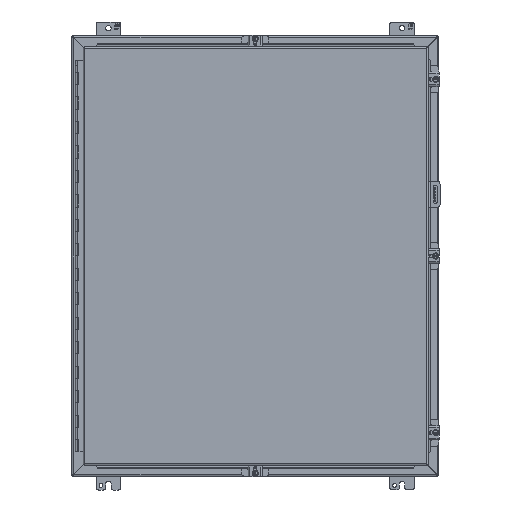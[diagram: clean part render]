
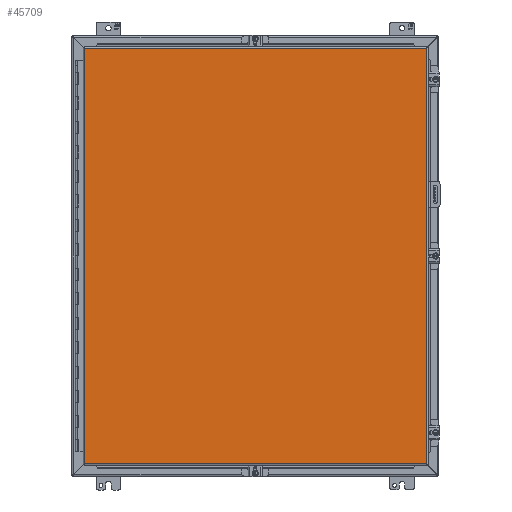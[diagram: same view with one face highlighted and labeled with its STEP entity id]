
A CAD part, front view. The second image highlights one B-rep face of the part: STEP entity #45709.
In plain terms, the highlighted planar face has unit normal (0, -1, 0).
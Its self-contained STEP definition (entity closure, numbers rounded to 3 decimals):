
#1571 = VERTEX_POINT ( 'NONE', #34889 ) ;
#3568 = CARTESIAN_POINT ( 'NONE',  ( -13.954, -9.174, 34.994 ) ) ;
#5954 = LINE ( 'NONE', #16100, #54460 ) ;
#6352 = ORIENTED_EDGE ( 'NONE', *, *, #6481, .F. ) ;
#6481 = EDGE_CURVE ( 'NONE', #30687, #16101, #30381, .T. ) ;
#7314 = EDGE_CURVE ( 'NONE', #19124, #30687, #50464, .T. ) ;
#8263 = ORIENTED_EDGE ( 'NONE', *, *, #35129, .F. ) ;
#9734 = CARTESIAN_POINT ( 'NONE',  ( -13.954, -9.174, 1.006 ) ) ;
#11502 = DIRECTION ( 'NONE',  ( 0., 0., 1. ) ) ;
#16100 = CARTESIAN_POINT ( 'NONE',  ( 14.018, -9.174, 34.994 ) ) ;
#16101 = VERTEX_POINT ( 'NONE', #44493 ) ;
#19124 = VERTEX_POINT ( 'NONE', #25354 ) ;
#22934 = ORIENTED_EDGE ( 'NONE', *, *, #7314, .F. ) ;
#24635 = CARTESIAN_POINT ( 'NONE',  ( -13.954, -9.174, 34.995 ) ) ;
#24677 = VECTOR ( 'NONE', #11502, 39.37 ) ;
#25354 = CARTESIAN_POINT ( 'NONE',  ( -13.954, -9.174, 1.006 ) ) ;
#29354 = VECTOR ( 'NONE', #30949, 39.37 ) ;
#30381 = LINE ( 'NONE', #3568, #29354 ) ;
#30614 = VECTOR ( 'NONE', #54586, 39.37 ) ;
#30687 = VERTEX_POINT ( 'NONE', #24635 ) ;
#30949 = DIRECTION ( 'NONE',  ( 1., 0., 0. ) ) ;
#31745 = DIRECTION ( 'NONE',  ( 0., -1., 0. ) ) ;
#34889 = CARTESIAN_POINT ( 'NONE',  ( 14.018, -9.174, 1.006 ) ) ;
#35129 = EDGE_CURVE ( 'NONE', #16101, #1571, #5954, .T. ) ;
#36446 = LINE ( 'NONE', #40905, #30614 ) ;
#40640 = CARTESIAN_POINT ( 'NONE',  ( -13.954, -9.174, 1.006 ) ) ;
#40905 = CARTESIAN_POINT ( 'NONE',  ( 14.018, -9.174, 1.006 ) ) ;
#44493 = CARTESIAN_POINT ( 'NONE',  ( 14.018, -9.174, 34.995 ) ) ;
#45692 = PLANE ( 'NONE',  #47538 ) ;
#45709 = ADVANCED_FACE ( 'NONE', ( #54336 ), #45692, .T. ) ;
#47538 = AXIS2_PLACEMENT_3D ( 'NONE', #40640, #31745, #49877 ) ;
#48196 = ORIENTED_EDGE ( 'NONE', *, *, #48330, .F. ) ;
#48330 = EDGE_CURVE ( 'NONE', #1571, #19124, #36446, .T. ) ;
#49877 = DIRECTION ( 'NONE',  ( 0., 0., -1. ) ) ;
#50464 = LINE ( 'NONE', #9734, #24677 ) ;
#54336 = FACE_OUTER_BOUND ( 'NONE', #57134, .T. ) ;
#54460 = VECTOR ( 'NONE', #55936, 39.37 ) ;
#54586 = DIRECTION ( 'NONE',  ( -1., 0., 0. ) ) ;
#55936 = DIRECTION ( 'NONE',  ( 0., 0., -1. ) ) ;
#57134 = EDGE_LOOP ( 'NONE', ( #8263, #6352, #22934, #48196 ) ) ;
